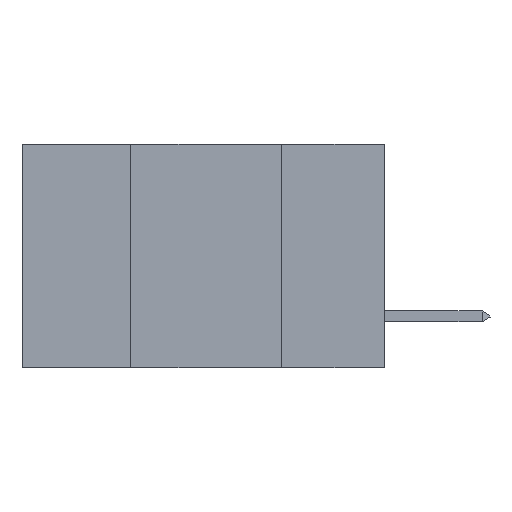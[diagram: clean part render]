
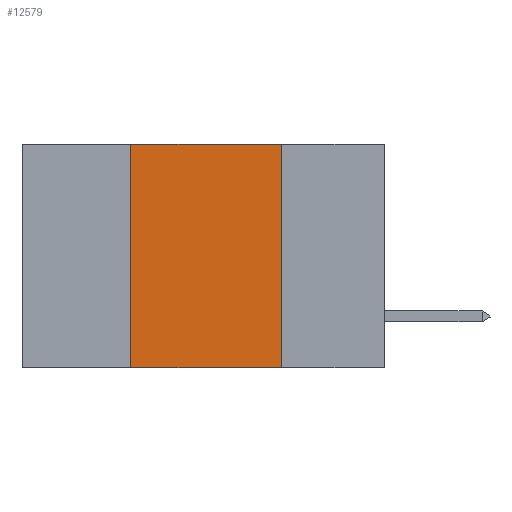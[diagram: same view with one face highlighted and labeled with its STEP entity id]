
A CAD part, left-side view. The second image highlights one B-rep face of the part: STEP entity #12579.
In plain terms, the highlighted planar face has unit normal (-1, 0, 0).
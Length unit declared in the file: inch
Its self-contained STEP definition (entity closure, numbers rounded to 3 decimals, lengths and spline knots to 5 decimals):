
#408 = EDGE_CURVE ( 'NONE', #7108, #6267, #13720, .T. ) ;
#642 = ORIENTED_EDGE ( 'NONE', *, *, #4068, .F. ) ;
#1187 = DIRECTION ( 'NONE',  ( 0., 0., -1. ) ) ;
#1550 = LINE ( 'NONE', #7017, #5430 ) ;
#2148 = CARTESIAN_POINT ( 'NONE',  ( 0., 0.6, 0. ) ) ;
#2237 = CARTESIAN_POINT ( 'NONE',  ( 0., 0.6, 0. ) ) ;
#2422 = CARTESIAN_POINT ( 'NONE',  ( 0., 0.17, 0. ) ) ;
#2552 = DIRECTION ( 'NONE',  ( 0., 0., 1. ) ) ;
#2627 = EDGE_CURVE ( 'NONE', #6267, #14161, #1550, .T. ) ;
#2912 = LINE ( 'NONE', #8170, #8563 ) ;
#3137 = CARTESIAN_POINT ( 'NONE',  ( 0., 0.6, -0.37 ) ) ;
#3793 = ORIENTED_EDGE ( 'NONE', *, *, #408, .F. ) ;
#4034 = AXIS2_PLACEMENT_3D ( 'NONE', #2148, #4464, #6717 ) ;
#4068 = EDGE_CURVE ( 'NONE', #13276, #7108, #2912, .T. ) ;
#4464 = DIRECTION ( 'NONE',  ( 1., 0., 0. ) ) ;
#4655 = DIRECTION ( 'NONE',  ( 0., -1., 0. ) ) ;
#5430 = VECTOR ( 'NONE', #1187, 39.37008 ) ;
#6267 = VERTEX_POINT ( 'NONE', #2422 ) ;
#6397 = FACE_OUTER_BOUND ( 'NONE', #12157, .T. ) ;
#6717 = DIRECTION ( 'NONE',  ( 0., 0., -1. ) ) ;
#7017 = CARTESIAN_POINT ( 'NONE',  ( 0., 0.17, 0. ) ) ;
#7108 = VERTEX_POINT ( 'NONE', #10987 ) ;
#8170 = CARTESIAN_POINT ( 'NONE',  ( 0., 0.42, 0. ) ) ;
#8563 = VECTOR ( 'NONE', #2552, 39.37008 ) ;
#8609 = ORIENTED_EDGE ( 'NONE', *, *, #9987, .T. ) ;
#8699 = DIRECTION ( 'NONE',  ( 0., -1., 0. ) ) ;
#8838 = CARTESIAN_POINT ( 'NONE',  ( 0., 0.17, -0.37 ) ) ;
#8942 = LINE ( 'NONE', #3137, #9824 ) ;
#9824 = VECTOR ( 'NONE', #8699, 39.37008 ) ;
#9987 = EDGE_CURVE ( 'NONE', #13276, #14161, #8942, .T. ) ;
#10541 = CARTESIAN_POINT ( 'NONE',  ( 0., 0.42, -0.37 ) ) ;
#10737 = VECTOR ( 'NONE', #4655, 39.37008 ) ;
#10987 = CARTESIAN_POINT ( 'NONE',  ( 0., 0.42, 0. ) ) ;
#12157 = EDGE_LOOP ( 'NONE', ( #13724, #3793, #642, #8609 ) ) ;
#12579 = ADVANCED_FACE ( 'NONE', ( #6397 ), #13444, .F. ) ;
#13276 = VERTEX_POINT ( 'NONE', #10541 ) ;
#13444 = PLANE ( 'NONE',  #4034 ) ;
#13720 = LINE ( 'NONE', #2237, #10737 ) ;
#13724 = ORIENTED_EDGE ( 'NONE', *, *, #2627, .F. ) ;
#14161 = VERTEX_POINT ( 'NONE', #8838 ) ;
